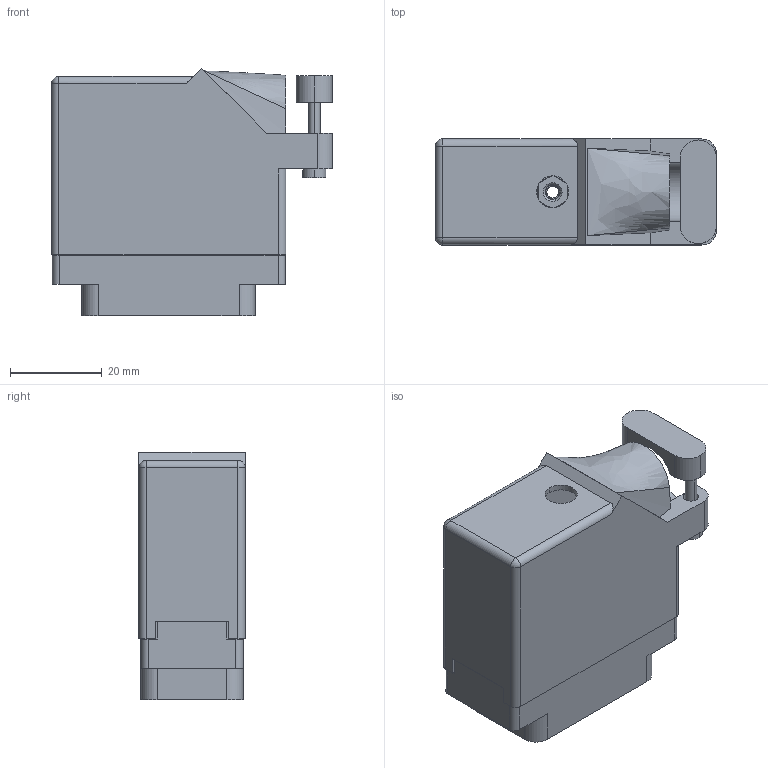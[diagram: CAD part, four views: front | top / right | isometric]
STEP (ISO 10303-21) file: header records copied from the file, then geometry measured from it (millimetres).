
FILE_DESCRIPTION (( 'STEP AP203' ), '1' );
FILE_NAME ('516-038-541-326.STEP', '2020-03-10T01:01:38', ( '' ), ( '' ), 'SwSTEP 2.0', 'SolidWorks 2016', '' );
FILE_SCHEMA (( 'CONFIG_CONTROL_DESIGN' ));
Length unit declared in the file: inch
Products named in the file (5): 516-252-035-100_516-252-035-100; 516-038-541-326; 516-230-001_Plastic - 038 Side Entry; 516-292-001_541 Contact; 516 Plug Insulator_038
Assembly tree (41 placements, depth 2):
  516-038-541-326
    516 Plug Insulator_038
    516-292-001_541 Contact  x38
    516-230-001_Plastic - 038 Side Entry
    516-252-035-100_516-252-035-100
Bounding box: 61.21 x 23.11 x 53.92 mm (x, y, z)
Volume: 20836.5 mm3; surface area: 33078.7 mm2
Topology: 41 solids, 41 shells, 3746 faces, 10830 edges, 7188 vertices
Faces by surface type: plane 2285, cylinder 1210, bspline 237, cone 12, sphere 2
Entity records: 40059 total; most frequent: CARTESIAN_POINT 9164, ORIENTED_EDGE 6264, DIRECTION 6041, EDGE_CURVE 3132, VECTOR 2269, LINE 2269, VERTEX_POINT 2082, AXIS2_PLACEMENT_3D 1886
